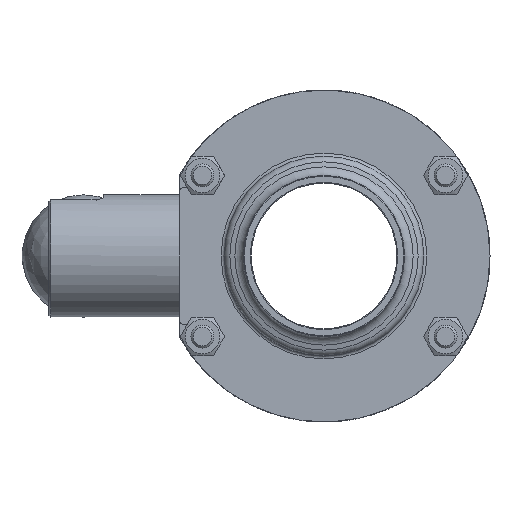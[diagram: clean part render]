
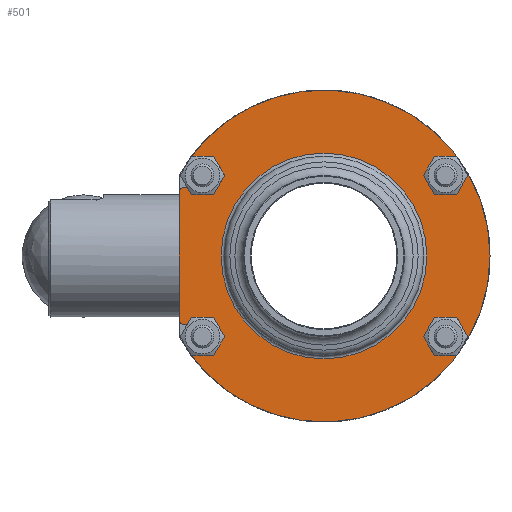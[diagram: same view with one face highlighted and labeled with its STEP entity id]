
A CAD part, left-side view. The second image highlights one B-rep face of the part: STEP entity #501.
In plain terms, the highlighted face is planar.
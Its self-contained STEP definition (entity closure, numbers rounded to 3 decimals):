
#501 = ADVANCED_FACE( '', ( #1122, #1123, #1124, #1125 ), #1126, .T. );
#1122 = FACE_OUTER_BOUND( '', #1893, .T. );
#1123 = FACE_BOUND( '', #1894, .T. );
#1124 = FACE_BOUND( '', #1895, .T. );
#1125 = FACE_BOUND( '', #1896, .T. );
#1126 = PLANE( '', #1897 );
#1893 = EDGE_LOOP( '', ( #3681, #3682, #3683, #3684, #3685, #3686, #3687, #3688, #3689, #3690 ) );
#1894 = EDGE_LOOP( '', ( #3691 ) );
#1895 = EDGE_LOOP( '', ( #3692 ) );
#1896 = EDGE_LOOP( '', ( #3693 ) );
#1897 = AXIS2_PLACEMENT_3D( '', #3694, #3695, #3696 );
#3681 = ORIENTED_EDGE( '', *, *, #4773, .F. );
#3682 = ORIENTED_EDGE( '', *, *, #4774, .T. );
#3683 = ORIENTED_EDGE( '', *, *, #4775, .F. );
#3684 = ORIENTED_EDGE( '', *, *, #4776, .F. );
#3685 = ORIENTED_EDGE( '', *, *, #4777, .F. );
#3686 = ORIENTED_EDGE( '', *, *, #4778, .T. );
#3687 = ORIENTED_EDGE( '', *, *, #4779, .F. );
#3688 = ORIENTED_EDGE( '', *, *, #4740, .F. );
#3689 = ORIENTED_EDGE( '', *, *, #4780, .F. );
#3690 = ORIENTED_EDGE( '', *, *, #4781, .T. );
#3691 = ORIENTED_EDGE( '', *, *, #4782, .F. );
#3692 = ORIENTED_EDGE( '', *, *, #4783, .F. );
#3693 = ORIENTED_EDGE( '', *, *, #4722, .F. );
#3694 = CARTESIAN_POINT( '', ( 8., 26.8, 0. ) );
#3695 = DIRECTION( '', ( 1., 0., 0. ) );
#3696 = DIRECTION( '', ( 0., 0., -1. ) );
#4722 = EDGE_CURVE( '', #5623, #5623, #5624, .T. );
#4740 = EDGE_CURVE( '', #5654, #5653, #5656, .T. );
#4773 = EDGE_CURVE( '', #5715, #5716, #5717, .T. );
#4774 = EDGE_CURVE( '', #5715, #5718, #5719, .T. );
#4775 = EDGE_CURVE( '', #5720, #5718, #5721, .T. );
#4776 = EDGE_CURVE( '', #5722, #5720, #5723, .T. );
#4777 = EDGE_CURVE( '', #5724, #5722, #5725, .T. );
#4778 = EDGE_CURVE( '', #5724, #5726, #5727, .T. );
#4779 = EDGE_CURVE( '', #5653, #5726, #5728, .T. );
#4780 = EDGE_CURVE( '', #5729, #5654, #5730, .T. );
#4781 = EDGE_CURVE( '', #5729, #5716, #5731, .T. );
#4782 = EDGE_CURVE( '', #5732, #5732, #5733, .T. );
#4783 = EDGE_CURVE( '', #5734, #5734, #5735, .T. );
#5623 = VERTEX_POINT( '', #7501 );
#5624 = CIRCLE( '', #7502, 4.5 );
#5653 = VERTEX_POINT( '', #7627 );
#5654 = VERTEX_POINT( '', #7628 );
#5656 = CIRCLE( '', #7630, 4.5 );
#5715 = VERTEX_POINT( '', #7808 );
#5716 = VERTEX_POINT( '', #7809 );
#5717 = LINE( '', #7810, #7811 );
#5718 = VERTEX_POINT( '', #7812 );
#5719 = CIRCLE( '', #7813, 1. );
#5720 = VERTEX_POINT( '', #7814 );
#5721 = LINE( '', #7815, #7816 );
#5722 = VERTEX_POINT( '', #7817 );
#5723 = CIRCLE( '', #7818, 4.5 );
#5724 = VERTEX_POINT( '', #7819 );
#5725 = LINE( '', #7820, #7821 );
#5726 = VERTEX_POINT( '', #7822 );
#5727 = CIRCLE( '', #7823, 43.25 );
#5728 = LINE( '', #7824, #7825 );
#5729 = VERTEX_POINT( '', #7826 );
#5730 = LINE( '', #7827, #7828 );
#5731 = CIRCLE( '', #7829, 1. );
#5732 = VERTEX_POINT( '', #7830 );
#5733 = CIRCLE( '', #7831, 26.8 );
#5734 = VERTEX_POINT( '', #7832 );
#5735 = CIRCLE( '', #7833, 4.5 );
#7501 = CARTESIAN_POINT( '', ( 8., -31.67, -25.5 ) );
#7502 = AXIS2_PLACEMENT_3D( '', #9009, #9010, #9011 );
#7627 = CARTESIAN_POINT( '', ( 8., 34.782, -24.25 ) );
#7628 = CARTESIAN_POINT( '', ( 8., 34.782, -17.75 ) );
#7630 = AXIS2_PLACEMENT_3D( '', #9021, #9022, #9023 );
#7808 = CARTESIAN_POINT( '', ( 8., 37.7, 16.75 ) );
#7809 = CARTESIAN_POINT( '', ( 8., 37.7, -16.75 ) );
#7810 = CARTESIAN_POINT( '', ( 8., 37.7, 16.75 ) );
#7811 = VECTOR( '', #9062, 1000. );
#7812 = CARTESIAN_POINT( '', ( 8., 36.7, 17.75 ) );
#7813 = AXIS2_PLACEMENT_3D( '', #9063, #9064, #9065 );
#7814 = CARTESIAN_POINT( '', ( 8., 34.782, 17.75 ) );
#7815 = CARTESIAN_POINT( '', ( 8., 31.67, 17.75 ) );
#7816 = VECTOR( '', #9066, 1000. );
#7817 = CARTESIAN_POINT( '', ( 8., 34.782, 24.25 ) );
#7818 = AXIS2_PLACEMENT_3D( '', #9067, #9068, #9069 );
#7819 = CARTESIAN_POINT( '', ( 8., 35.812, 24.25 ) );
#7820 = CARTESIAN_POINT( '', ( 8., 43.25, 24.25 ) );
#7821 = VECTOR( '', #9070, 1000. );
#7822 = CARTESIAN_POINT( '', ( 8., 35.812, -24.25 ) );
#7823 = AXIS2_PLACEMENT_3D( '', #9071, #9072, #9073 );
#7824 = CARTESIAN_POINT( '', ( 8., 31.67, -24.25 ) );
#7825 = VECTOR( '', #9074, 1000. );
#7826 = CARTESIAN_POINT( '', ( 8., 36.7, -17.75 ) );
#7827 = CARTESIAN_POINT( '', ( 8., 36.7, -17.75 ) );
#7828 = VECTOR( '', #9075, 1000. );
#7829 = AXIS2_PLACEMENT_3D( '', #9076, #9077, #9078 );
#7830 = CARTESIAN_POINT( '', ( 8., 0., -26.8 ) );
#7831 = AXIS2_PLACEMENT_3D( '', #9079, #9080, #9081 );
#7832 = CARTESIAN_POINT( '', ( 8., -31.67, 16.5 ) );
#7833 = AXIS2_PLACEMENT_3D( '', #9082, #9083, #9084 );
#9009 = CARTESIAN_POINT( '', ( 8., -31.67, -21. ) );
#9010 = DIRECTION( '', ( 1., 0., 0. ) );
#9011 = DIRECTION( '', ( 0., 0., -1. ) );
#9021 = CARTESIAN_POINT( '', ( 8., 31.67, -21. ) );
#9022 = DIRECTION( '', ( 1., 0., 0. ) );
#9023 = DIRECTION( '', ( 0., 0., -1. ) );
#9062 = DIRECTION( '', ( 0., 0., -1. ) );
#9063 = CARTESIAN_POINT( '', ( 8., 36.7, 16.75 ) );
#9064 = DIRECTION( '', ( 1., 0., 0. ) );
#9065 = DIRECTION( '', ( 0., 0., -1. ) );
#9066 = DIRECTION( '', ( 0., 1., 0. ) );
#9067 = CARTESIAN_POINT( '', ( 8., 31.67, 21. ) );
#9068 = DIRECTION( '', ( 1., 0., 0. ) );
#9069 = DIRECTION( '', ( 0., 0., -1. ) );
#9070 = DIRECTION( '', ( 0., -1., 0. ) );
#9071 = CARTESIAN_POINT( '', ( 8., 0., 0. ) );
#9072 = DIRECTION( '', ( 1., 0., 0. ) );
#9073 = DIRECTION( '', ( 0., 0., -1. ) );
#9074 = DIRECTION( '', ( 0., 1., 0. ) );
#9075 = DIRECTION( '', ( 0., -1., 0. ) );
#9076 = CARTESIAN_POINT( '', ( 8., 36.7, -16.75 ) );
#9077 = DIRECTION( '', ( 1., 0., 0. ) );
#9078 = DIRECTION( '', ( 0., 0., -1. ) );
#9079 = CARTESIAN_POINT( '', ( 8., 0., 0. ) );
#9080 = DIRECTION( '', ( 1., 0., 0. ) );
#9081 = DIRECTION( '', ( 0., 0., -1. ) );
#9082 = CARTESIAN_POINT( '', ( 8., -31.67, 21. ) );
#9083 = DIRECTION( '', ( 1., 0., 0. ) );
#9084 = DIRECTION( '', ( 0., 0., -1. ) );
